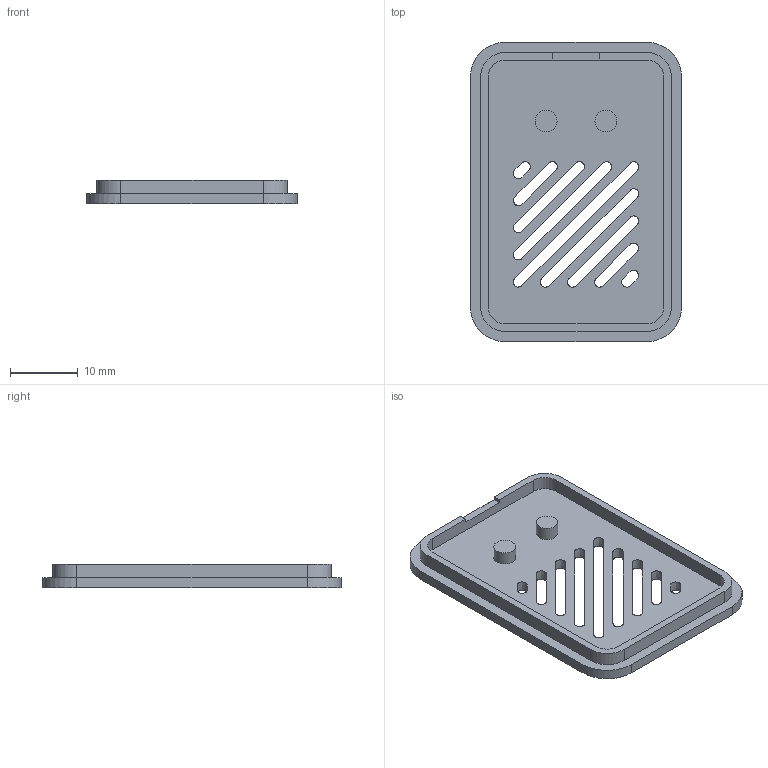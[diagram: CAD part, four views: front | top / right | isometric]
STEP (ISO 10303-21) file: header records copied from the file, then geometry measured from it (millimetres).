
FILE_DESCRIPTION( ( '' ), ' ' );
FILE_NAME( '5d0ef5faaed8a9176246242f.step', '2019-06-23T03:46:03', ( '' ), ( '' ), ' ', ' ', ' ' );
FILE_SCHEMA( ( 'AUTOMOTIVE_DESIGN { 1 0 10303 214 1 1 1 1 }' ) );
Length unit declared in the file: metre
Products named in the file (1): Part 1
Bounding box: 31.1 x 44.1 x 3.5 mm (x, y, z)
Volume: 2080 mm3; surface area: 3493.4 mm2
Topology: 1 solids, 1 shells, 71 faces, 200 edges, 134 vertices
Faces by surface type: plane 39, cylinder 20, extrusion 12
Full cylindrical faces by diameter (mm): 3.2 x2
Entity records: 2906 total; most frequent: CARTESIAN_POINT 508, ORIENTED_EDGE 392, DIRECTION 344, EDGE_CURVE 196, VECTOR 144, VERTEX_POINT 132, LINE 132, AXIS2_PLACEMENT_3D 100
